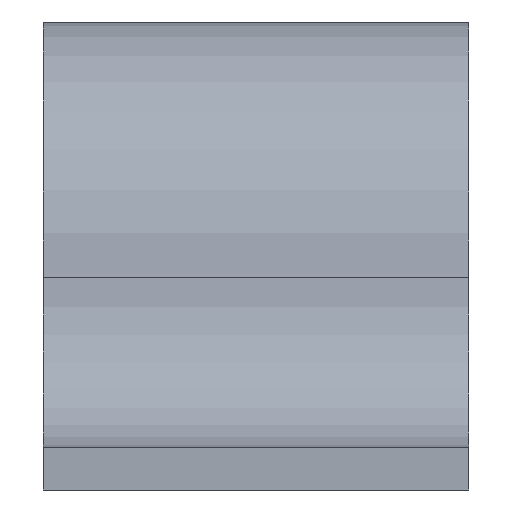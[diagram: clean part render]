
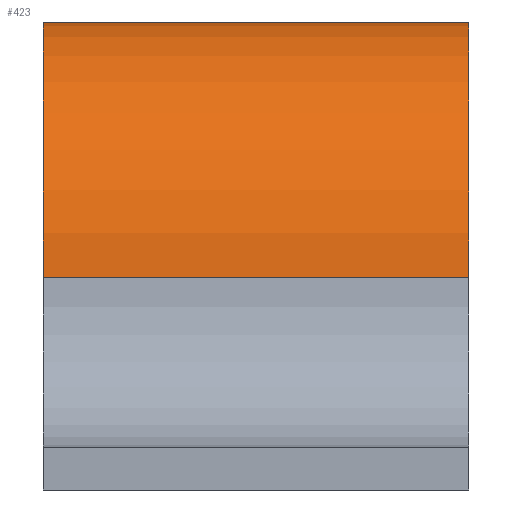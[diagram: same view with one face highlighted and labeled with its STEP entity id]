
A CAD part, left-side view. The second image highlights one B-rep face of the part: STEP entity #423.
In plain terms, the highlighted cylindrical face has radius 15.24 mm (diameter 30.48 mm), a partial arc.
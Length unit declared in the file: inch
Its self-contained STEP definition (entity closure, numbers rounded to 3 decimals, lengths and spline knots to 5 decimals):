
#20=CYLINDRICAL_SURFACE('',#469,0.6);
#35=FACE_OUTER_BOUND('',#59,.T.);
#59=EDGE_LOOP('',(#323,#324,#325,#326));
#79=LINE('',#642,#123);
#94=LINE('',#677,#138);
#123=VECTOR('',#512,0.3937);
#138=VECTOR('',#549,0.3937);
#161=CIRCLE('',#453,0.6);
#168=CIRCLE('',#470,0.6);
#177=VERTEX_POINT('',#620);
#178=VERTEX_POINT('',#621);
#187=VERTEX_POINT('',#641);
#196=VERTEX_POINT('',#675);
#217=EDGE_CURVE('',#177,#178,#161,.T.);
#227=EDGE_CURVE('',#187,#178,#79,.T.);
#245=EDGE_CURVE('',#177,#196,#94,.T.);
#246=EDGE_CURVE('',#187,#196,#168,.T.);
#323=ORIENTED_EDGE('',*,*,#245,.T.);
#324=ORIENTED_EDGE('',*,*,#246,.F.);
#325=ORIENTED_EDGE('',*,*,#227,.T.);
#326=ORIENTED_EDGE('',*,*,#217,.F.);
#423=ADVANCED_FACE('',(#35),#20,.T.);
#453=AXIS2_PLACEMENT_3D('',#622,#496,#497);
#469=AXIS2_PLACEMENT_3D('',#678,#550,#551);
#470=AXIS2_PLACEMENT_3D('',#679,#552,#553);
#496=DIRECTION('center_axis',(0.,-1.,0.));
#497=DIRECTION('ref_axis',(-1.,0.,0.));
#512=DIRECTION('',(0.,-1.,0.));
#549=DIRECTION('',(0.,1.,0.));
#550=DIRECTION('center_axis',(0.,1.,0.));
#551=DIRECTION('ref_axis',(-1.,0.,0.));
#552=DIRECTION('center_axis',(0.,1.,0.));
#553=DIRECTION('ref_axis',(-1.,0.,0.));
#620=CARTESIAN_POINT('',(-1.5,1.25,32.6));
#621=CARTESIAN_POINT('',(-2.1,1.25,32.));
#622=CARTESIAN_POINT('Origin',(-1.5,1.25,32.));
#641=CARTESIAN_POINT('',(-2.1,2.25,32.));
#642=CARTESIAN_POINT('',(-2.1,1.75,32.));
#675=CARTESIAN_POINT('',(-1.5,2.25,32.6));
#677=CARTESIAN_POINT('',(-1.5,1.75,32.6));
#678=CARTESIAN_POINT('Origin',(-1.5,1.75,32.));
#679=CARTESIAN_POINT('Origin',(-1.5,2.25,32.));
